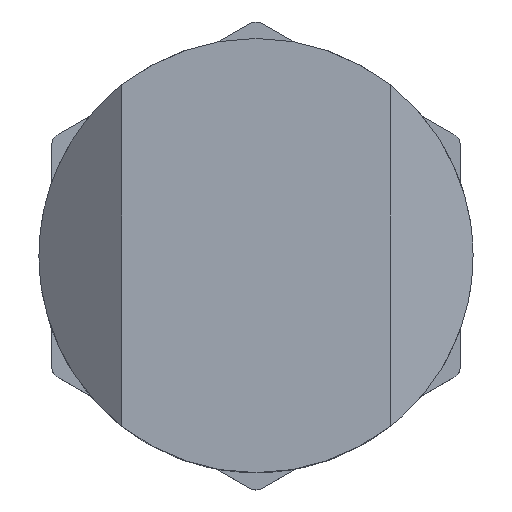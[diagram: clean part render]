
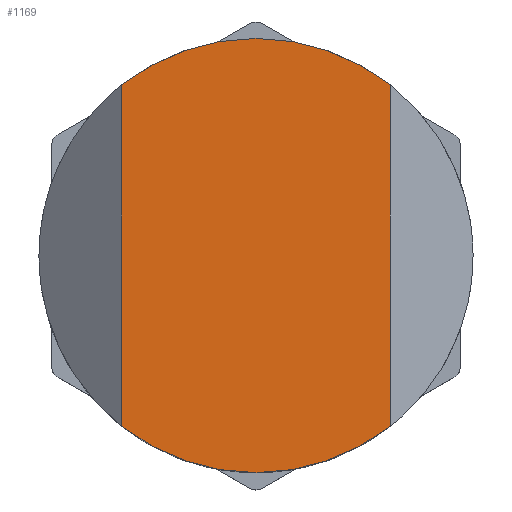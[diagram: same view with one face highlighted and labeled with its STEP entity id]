
A CAD part, top view. The second image highlights one B-rep face of the part: STEP entity #1169.
In plain terms, the highlighted planar face has unit normal (0, 0, 1).
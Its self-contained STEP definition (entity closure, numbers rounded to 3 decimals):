
#406 = DIRECTION ( 'NONE',  ( 0., 0., 1. ) ) ;
#621 = PLANE ( 'NONE',  #3961 ) ;
#907 = VERTEX_POINT ( 'NONE', #5735 ) ;
#943 = DIRECTION ( 'NONE',  ( 0., -1., 0. ) ) ;
#1169 = ADVANCED_FACE ( 'NONE', ( #3766 ), #621, .F. ) ;
#1722 = AXIS2_PLACEMENT_3D ( 'NONE', #4256, #406, #7151 ) ;
#1723 = CARTESIAN_POINT ( 'NONE',  ( -10.5, -17., 12. ) ) ;
#1818 = AXIS2_PLACEMENT_3D ( 'NONE', #6739, #5188, #4422 ) ;
#2155 = VECTOR ( 'NONE', #943, 1000. ) ;
#2475 = LINE ( 'NONE', #1723, #2155 ) ;
#2577 = VECTOR ( 'NONE', #5631, 1000. ) ;
#2794 = ORIENTED_EDGE ( 'NONE', *, *, #4563, .T. ) ;
#3036 = EDGE_CURVE ( 'NONE', #3576, #907, #4539, .T. ) ;
#3370 = CARTESIAN_POINT ( 'NONE',  ( -10.5, -13.37, 12. ) ) ;
#3576 = VERTEX_POINT ( 'NONE', #4466 ) ;
#3766 = FACE_OUTER_BOUND ( 'NONE', #6587, .T. ) ;
#3961 = AXIS2_PLACEMENT_3D ( 'NONE', #7358, #6600, #5823 ) ;
#4256 = CARTESIAN_POINT ( 'NONE',  ( 0., 0., 12. ) ) ;
#4372 = EDGE_CURVE ( 'NONE', #907, #6669, #2475, .T. ) ;
#4422 = DIRECTION ( 'NONE',  ( 1., 0., 0. ) ) ;
#4466 = CARTESIAN_POINT ( 'NONE',  ( 10.5, 13.37, 12. ) ) ;
#4539 = CIRCLE ( 'NONE', #1722, 17. ) ;
#4563 = EDGE_CURVE ( 'NONE', #4668, #3576, #7171, .T. ) ;
#4646 = CIRCLE ( 'NONE', #1818, 17. ) ;
#4668 = VERTEX_POINT ( 'NONE', #5493 ) ;
#5188 = DIRECTION ( 'NONE',  ( 0., 0., 1. ) ) ;
#5493 = CARTESIAN_POINT ( 'NONE',  ( 10.5, -13.37, 12. ) ) ;
#5631 = DIRECTION ( 'NONE',  ( 0., 1., 0. ) ) ;
#5632 = ORIENTED_EDGE ( 'NONE', *, *, #4372, .T. ) ;
#5735 = CARTESIAN_POINT ( 'NONE',  ( -10.5, 13.37, 12. ) ) ;
#5823 = DIRECTION ( 'NONE',  ( -1., 0., 0. ) ) ;
#5916 = EDGE_CURVE ( 'NONE', #6669, #4668, #4646, .T. ) ;
#6315 = ORIENTED_EDGE ( 'NONE', *, *, #3036, .T. ) ;
#6409 = CARTESIAN_POINT ( 'NONE',  ( 10.5, -17., 12. ) ) ;
#6587 = EDGE_LOOP ( 'NONE', ( #6315, #5632, #7392, #2794 ) ) ;
#6600 = DIRECTION ( 'NONE',  ( 0., 0., -1. ) ) ;
#6669 = VERTEX_POINT ( 'NONE', #3370 ) ;
#6739 = CARTESIAN_POINT ( 'NONE',  ( 0., 0., 12. ) ) ;
#7151 = DIRECTION ( 'NONE',  ( 1., 0., 0. ) ) ;
#7171 = LINE ( 'NONE', #6409, #2577 ) ;
#7358 = CARTESIAN_POINT ( 'NONE',  ( 0., -17., 12. ) ) ;
#7392 = ORIENTED_EDGE ( 'NONE', *, *, #5916, .T. ) ;
